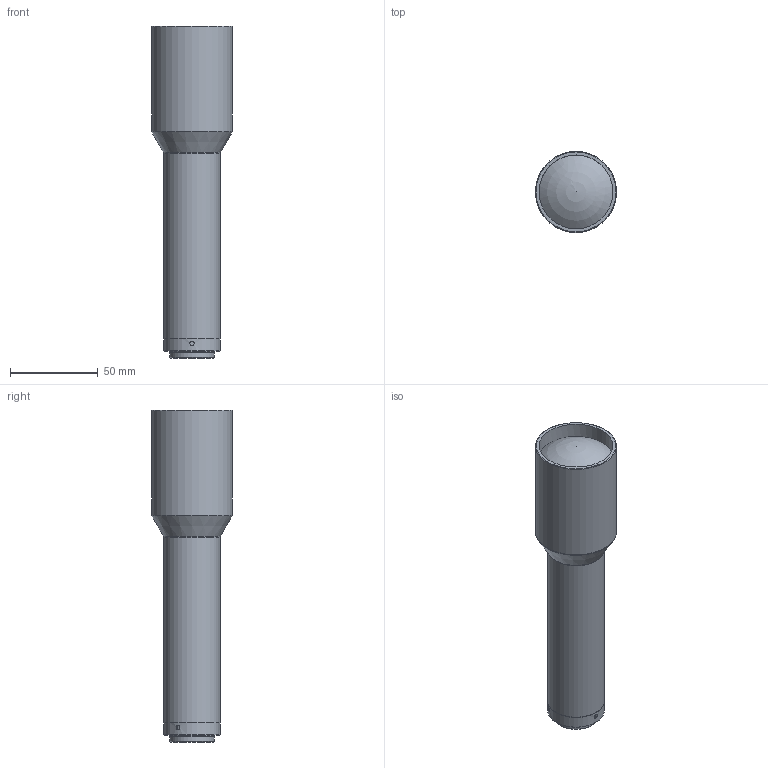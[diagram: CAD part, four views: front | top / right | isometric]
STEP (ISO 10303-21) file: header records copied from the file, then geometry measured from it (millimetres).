
FILE_DESCRIPTION (( 'STEP AP214' ), '1' );
FILE_NAME ('600079.STEP', '2024-08-14T02:08:38', ( 'Windows User' ), ( 'P R C' ), 'SwSTEP 2.0', 'SolidWorks 2020', '' );
FILE_SCHEMA (( 'AUTOMOTIVE_DESIGN' ));
Length unit declared in the file: millimetre
Products named in the file (1): 600079
Bounding box: 46 x 46 x 188.7 mm (x, y, z)
Volume: 200915.2 mm3; surface area: 25872.1 mm2
Topology: 1 solids, 1 shells, 25 faces, 57 edges, 39 vertices
Faces by surface type: cylinder 12, cone 6, plane 4, bspline 2, sphere 1
Full cylindrical faces by diameter (mm): 2.5 x3, 24.6 x1, 25.4 x1, 32 x2, 42 x1, 46 x1
Entity records: 974 total; most frequent: CARTESIAN_POINT 326, DIRECTION 84, EDGE_LOOP 48, ORIENTED_EDGE 48, AXIS2_PLACEMENT_3D 42, FACE_OUTER_BOUND 36, ADVANCED_FACE 25, EDGE_CURVE 24
